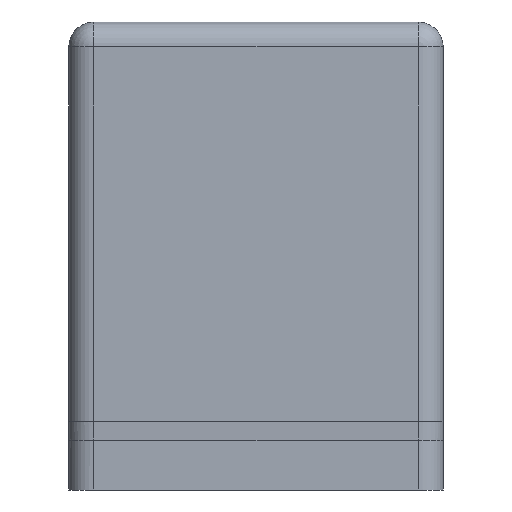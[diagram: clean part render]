
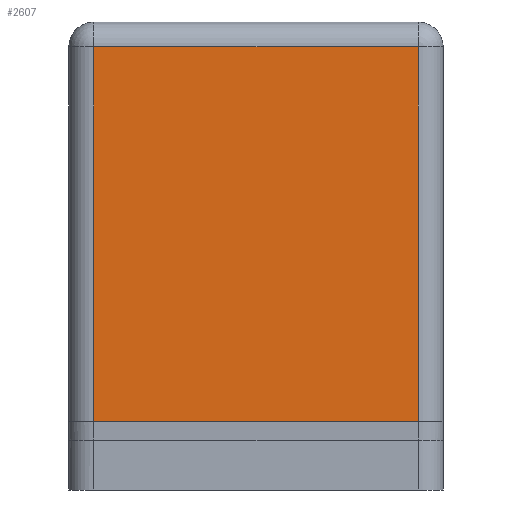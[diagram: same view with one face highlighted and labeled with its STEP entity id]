
A CAD part, left-side view. The second image highlights one B-rep face of the part: STEP entity #2607.
In plain terms, the highlighted planar face has unit normal (-1, 0, 0).
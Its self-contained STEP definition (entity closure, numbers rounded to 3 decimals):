
#2568=CARTESIAN_POINT('',(-24.,0.,21.51));
#2569=DIRECTION('',(-1.,0.,0.));
#2570=DIRECTION('',(0.,0.,1.));
#2571=AXIS2_PLACEMENT_3D('',#2568,#2569,#2570);
#2572=PLANE('',#2571);
#2573=CARTESIAN_POINT('',(-24.,-13.,1.51));
#2574=VERTEX_POINT('',#2573);
#2575=CARTESIAN_POINT('',(-24.,13.,1.51));
#2576=VERTEX_POINT('',#2575);
#2577=CARTESIAN_POINT('',(-24.,-13.,1.51));
#2578=DIRECTION('',(0.,1.,0.));
#2579=VECTOR('',#2578,26.);
#2580=LINE('',#2577,#2579);
#2581=EDGE_CURVE('',#2574,#2576,#2580,.T.);
#2582=ORIENTED_EDGE('',*,*,#2581,.F.);
#2583=CARTESIAN_POINT('',(-24.,-13.,31.51));
#2584=VERTEX_POINT('',#2583);
#2585=CARTESIAN_POINT('',(-24.,-13.,1.51));
#2586=DIRECTION('',(-0.,-0.,1.));
#2587=VECTOR('',#2586,30.);
#2588=LINE('',#2585,#2587);
#2589=EDGE_CURVE('',#2574,#2584,#2588,.T.);
#2590=ORIENTED_EDGE('',*,*,#2589,.T.);
#2591=CARTESIAN_POINT('',(-24.,13.,31.51));
#2592=VERTEX_POINT('',#2591);
#2593=CARTESIAN_POINT('',(-24.,-13.,31.51));
#2594=DIRECTION('',(0.,1.,0.));
#2595=VECTOR('',#2594,26.);
#2596=LINE('',#2593,#2595);
#2597=EDGE_CURVE('',#2584,#2592,#2596,.T.);
#2598=ORIENTED_EDGE('',*,*,#2597,.T.);
#2599=CARTESIAN_POINT('',(-24.,13.,31.51));
#2600=DIRECTION('',(0.,0.,-1.));
#2601=VECTOR('',#2600,30.);
#2602=LINE('',#2599,#2601);
#2603=EDGE_CURVE('',#2592,#2576,#2602,.T.);
#2604=ORIENTED_EDGE('',*,*,#2603,.T.);
#2605=EDGE_LOOP('',(#2582,#2590,#2598,#2604));
#2606=FACE_BOUND('',#2605,.T.);
#2607=ADVANCED_FACE('',(#2606),#2572,.T.);
